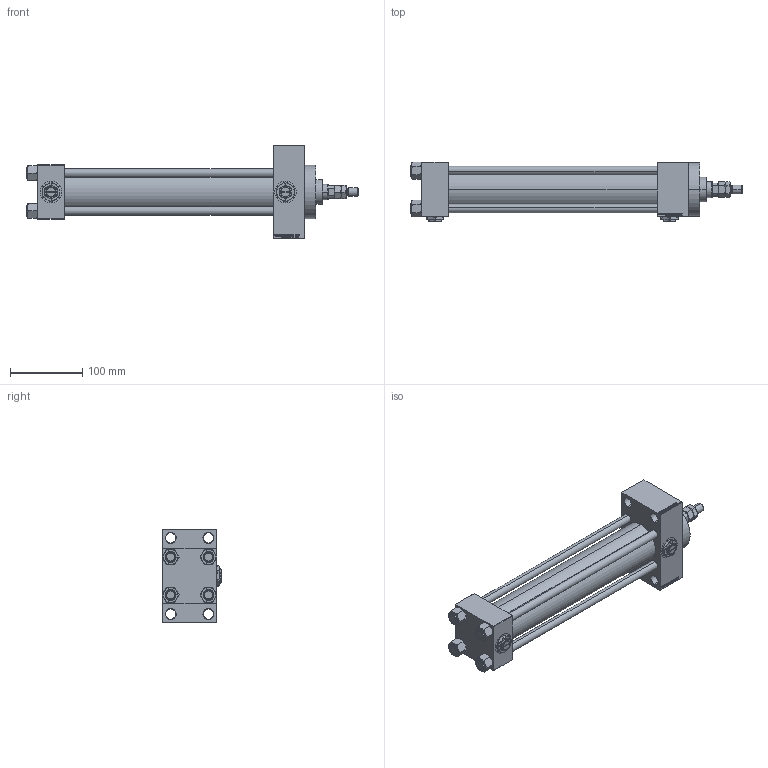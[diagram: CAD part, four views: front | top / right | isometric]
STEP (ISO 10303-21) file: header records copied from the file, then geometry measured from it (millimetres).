
FILE_DESCRIPTION (( 'STEP AP203' ), '1' );
FILE_NAME ('d8c0.STEP', '2025-09-04T07:43:33', ( '' ), ( '' ), 'SwSTEP 2.0', 'SolidWorks 2019', '' );
FILE_SCHEMA (( 'CONFIG_CONTROL_DESIGN' ));
Length unit declared in the file: millimetre
Products named in the file (8): Zatka_pro_OIL_PORT 0bee239ddb02b80e03265c64fe22faa1; NUT_M5_D 0bee239ddb02b80e03265c64fe22faa1; V215CR_D_TYCINKA 0bee239ddb02b80e03265c64fe22faa1; V215_VC_A 0bee239ddb02b80e03265c64fe22faa1; MTA 0bee239ddb02b80e03265c64fe22faa1; V215CR_VCP_D 0bee239ddb02b80e03265c64fe22faa1; V215CR_D_Body 0bee239ddb02b80e03265c64fe22faa1; d8c0
Assembly tree (14 placements, depth 2):
  d8c0
    V215CR_D_Body 0bee239ddb02b80e03265c64fe22faa1
    V215CR_VCP_D 0bee239ddb02b80e03265c64fe22faa1
    NUT_M5_D 0bee239ddb02b80e03265c64fe22faa1  x4
    V215CR_D_TYCINKA 0bee239ddb02b80e03265c64fe22faa1  x4
    V215_VC_A 0bee239ddb02b80e03265c64fe22faa1
    MTA 0bee239ddb02b80e03265c64fe22faa1
    Zatka_pro_OIL_PORT 0bee239ddb02b80e03265c64fe22faa1  x2
Bounding box: 458 x 82.27 x 128 mm (x, y, z)
Volume: 1115519.8 mm3; surface area: 298672.5 mm2
Topology: 14 solids, 14 shells, 1254 faces, 3084 edges, 1975 vertices
Faces by surface type: plane 560, bspline 368, cone 212, cylinder 104, torus 10
Entity records: 50860 total; most frequent: CARTESIAN_POINT 26237, ORIENTED_EDGE 5468, DIRECTION 3636, EDGE_CURVE 2734, VERTEX_POINT 1773, VECTOR 1572, LINE 1572, EDGE_LOOP 1231
